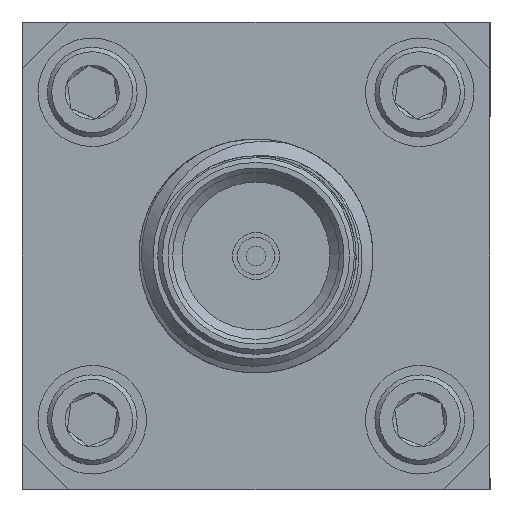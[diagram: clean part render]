
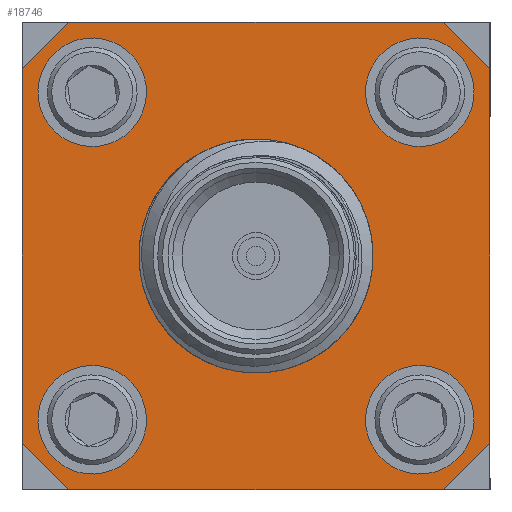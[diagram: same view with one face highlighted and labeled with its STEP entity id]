
A CAD part, left-side view. The second image highlights one B-rep face of the part: STEP entity #18746.
In plain terms, the highlighted planar face has unit normal (-1, 0, 0).
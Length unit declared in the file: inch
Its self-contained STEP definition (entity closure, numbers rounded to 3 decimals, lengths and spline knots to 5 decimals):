
#69 = EDGE_CURVE ( 'NONE', #18902, #18902, #17966, .T. ) ;
#395 = CARTESIAN_POINT ( 'NONE',  ( -0.87, -0.25, 0.2 ) ) ;
#629 = EDGE_CURVE ( 'NONE', #19814, #22537, #3455, .T. ) ;
#643 = VERTEX_POINT ( 'NONE', #24390 ) ;
#908 = EDGE_CURVE ( 'NONE', #643, #643, #10502, .T. ) ;
#1001 = LINE ( 'NONE', #26037, #2097 ) ;
#1041 = FACE_BOUND ( 'NONE', #24454, .T. ) ;
#1942 = EDGE_CURVE ( 'NONE', #17513, #20319, #14301, .T. ) ;
#1957 = DIRECTION ( 'NONE',  ( 0., 0., -1. ) ) ;
#2097 = VECTOR ( 'NONE', #15737, 39.37008 ) ;
#2124 = DIRECTION ( 'NONE',  ( 0., 0., 1. ) ) ;
#2481 = DIRECTION ( 'NONE',  ( 1., 0., 0. ) ) ;
#3397 = CARTESIAN_POINT ( 'NONE',  ( -0.87, 0., -0.115 ) ) ;
#3455 = LINE ( 'NONE', #15445, #25501 ) ;
#3744 = CARTESIAN_POINT ( 'NONE',  ( -0.87, 0.25, -0.2 ) ) ;
#3755 = DIRECTION ( 'NONE',  ( -1., 0., 0. ) ) ;
#3787 = PLANE ( 'NONE',  #11422 ) ;
#5274 = EDGE_CURVE ( 'NONE', #20319, #24266, #14977, .T. ) ;
#5827 = EDGE_CURVE ( 'NONE', #22537, #10949, #30200, .T. ) ;
#6801 = ORIENTED_EDGE ( 'NONE', *, *, #1942, .T. ) ;
#6996 = AXIS2_PLACEMENT_3D ( 'NONE', #12482, #30100, #15413 ) ;
#8284 = EDGE_LOOP ( 'NONE', ( #13280 ) ) ;
#8917 = ORIENTED_EDGE ( 'NONE', *, *, #24925, .T. ) ;
#9190 = EDGE_CURVE ( 'NONE', #26268, #26268, #33765, .T. ) ;
#9820 = VECTOR ( 'NONE', #23143, 39.37008 ) ;
#10076 = FACE_BOUND ( 'NONE', #29831, .T. ) ;
#10096 = VECTOR ( 'NONE', #22451, 39.37008 ) ;
#10169 = VECTOR ( 'NONE', #26916, 39.37008 ) ;
#10502 = CIRCLE ( 'NONE', #19881, 0.058 ) ;
#10761 = EDGE_CURVE ( 'NONE', #10949, #12824, #17432, .T. ) ;
#10949 = VERTEX_POINT ( 'NONE', #35358 ) ;
#11056 = EDGE_LOOP ( 'NONE', ( #15657, #31912, #33806, #33716, #14291, #6801, #13893, #22604 ) ) ;
#11194 = LINE ( 'NONE', #26275, #9820 ) ;
#11387 = CARTESIAN_POINT ( 'NONE',  ( -0.87, 0., 0. ) ) ;
#11422 = AXIS2_PLACEMENT_3D ( 'NONE', #19295, #27539, #13232 ) ;
#12482 = CARTESIAN_POINT ( 'NONE',  ( -0.87, -0.175, -0.175 ) ) ;
#12644 = FACE_BOUND ( 'NONE', #8284, .T. ) ;
#12812 = DIRECTION ( 'NONE',  ( 0., 0.383, -0.924 ) ) ;
#12824 = VERTEX_POINT ( 'NONE', #395 ) ;
#12848 = EDGE_LOOP ( 'NONE', ( #28968 ) ) ;
#13041 = FACE_BOUND ( 'NONE', #31867, .T. ) ;
#13118 = DIRECTION ( 'NONE',  ( 0., -0.707, 0.707 ) ) ;
#13232 = DIRECTION ( 'NONE',  ( 0., 1., 0. ) ) ;
#13280 = ORIENTED_EDGE ( 'NONE', *, *, #17811, .F. ) ;
#13682 = CARTESIAN_POINT ( 'NONE',  ( -0.87, 0.2, 0.25 ) ) ;
#13750 = ORIENTED_EDGE ( 'NONE', *, *, #69, .T. ) ;
#13868 = CARTESIAN_POINT ( 'NONE',  ( -0.87, 0.175, -0.175 ) ) ;
#13893 = ORIENTED_EDGE ( 'NONE', *, *, #5274, .T. ) ;
#13941 = CARTESIAN_POINT ( 'NONE',  ( -0.87, 0.19722, -0.12142 ) ) ;
#14291 = ORIENTED_EDGE ( 'NONE', *, *, #22206, .T. ) ;
#14301 = LINE ( 'NONE', #38200, #21188 ) ;
#14443 = DIRECTION ( 'NONE',  ( 0., 0.383, 0.924 ) ) ;
#14812 = EDGE_CURVE ( 'NONE', #24266, #19814, #11194, .T. ) ;
#14977 = LINE ( 'NONE', #24166, #10169 ) ;
#15092 = CARTESIAN_POINT ( 'NONE',  ( -0.87, -0.19722, -0.12142 ) ) ;
#15413 = DIRECTION ( 'NONE',  ( 0., -0.383, 0.924 ) ) ;
#15445 = CARTESIAN_POINT ( 'NONE',  ( -0.87, -0.25, -0.25 ) ) ;
#15495 = AXIS2_PLACEMENT_3D ( 'NONE', #11387, #26084, #1957 ) ;
#15657 = ORIENTED_EDGE ( 'NONE', *, *, #629, .T. ) ;
#15737 = DIRECTION ( 'NONE',  ( 0., 1., 0. ) ) ;
#17432 = LINE ( 'NONE', #29382, #20657 ) ;
#17513 = VERTEX_POINT ( 'NONE', #13682 ) ;
#17811 = EDGE_CURVE ( 'NONE', #19629, #19629, #31429, .T. ) ;
#17966 = CIRCLE ( 'NONE', #15495, 0.115 ) ;
#18354 = ORIENTED_EDGE ( 'NONE', *, *, #9190, .T. ) ;
#18529 = CARTESIAN_POINT ( 'NONE',  ( -0.87, -0.175, 0.175 ) ) ;
#18746 = ADVANCED_FACE ( 'NONE', ( #22220, #25355, #1041, #13041, #12644, #10076 ), #3787, .F. ) ;
#18902 = VERTEX_POINT ( 'NONE', #3397 ) ;
#19295 = CARTESIAN_POINT ( 'NONE',  ( -0.87, 0., 0. ) ) ;
#19629 = VERTEX_POINT ( 'NONE', #15092 ) ;
#19814 = VERTEX_POINT ( 'NONE', #27193 ) ;
#19881 = AXIS2_PLACEMENT_3D ( 'NONE', #21612, #3755, #12812 ) ;
#20319 = VERTEX_POINT ( 'NONE', #22576 ) ;
#20657 = VECTOR ( 'NONE', #2124, 39.37008 ) ;
#21188 = VECTOR ( 'NONE', #35072, 39.37008 ) ;
#21612 = CARTESIAN_POINT ( 'NONE',  ( -0.87, 0.175, 0.175 ) ) ;
#22206 = EDGE_CURVE ( 'NONE', #33067, #17513, #1001, .T. ) ;
#22220 = FACE_OUTER_BOUND ( 'NONE', #11056, .T. ) ;
#22451 = DIRECTION ( 'NONE',  ( 0., 0.707, 0.707 ) ) ;
#22537 = VERTEX_POINT ( 'NONE', #30530 ) ;
#22576 = CARTESIAN_POINT ( 'NONE',  ( -0.87, 0.25, 0.2 ) ) ;
#22604 = ORIENTED_EDGE ( 'NONE', *, *, #14812, .T. ) ;
#22735 = VECTOR ( 'NONE', #13118, 39.37008 ) ;
#23068 = CARTESIAN_POINT ( 'NONE',  ( -0.87, -0.2, 0.25 ) ) ;
#23143 = DIRECTION ( 'NONE',  ( 0., -0.707, -0.707 ) ) ;
#24166 = CARTESIAN_POINT ( 'NONE',  ( -0.87, 0.25, -0.25 ) ) ;
#24266 = VERTEX_POINT ( 'NONE', #3744 ) ;
#24390 = CARTESIAN_POINT ( 'NONE',  ( -0.87, 0.19722, 0.12142 ) ) ;
#24454 = EDGE_LOOP ( 'NONE', ( #13750 ) ) ;
#24925 = EDGE_CURVE ( 'NONE', #33120, #33120, #37963, .T. ) ;
#25355 = FACE_BOUND ( 'NONE', #12848, .T. ) ;
#25390 = LINE ( 'NONE', #37345, #10096 ) ;
#25501 = VECTOR ( 'NONE', #26993, 39.37008 ) ;
#26037 = CARTESIAN_POINT ( 'NONE',  ( -0.87, -0.25, 0.25 ) ) ;
#26084 = DIRECTION ( 'NONE',  ( 1., 0., 0. ) ) ;
#26268 = VERTEX_POINT ( 'NONE', #13941 ) ;
#26275 = CARTESIAN_POINT ( 'NONE',  ( -0.87, 0.2, -0.25 ) ) ;
#26407 = DIRECTION ( 'NONE',  ( 0., -0.383, -0.924 ) ) ;
#26916 = DIRECTION ( 'NONE',  ( 0., 0., -1. ) ) ;
#26993 = DIRECTION ( 'NONE',  ( 0., -1., 0. ) ) ;
#27193 = CARTESIAN_POINT ( 'NONE',  ( -0.87, 0.2, -0.25 ) ) ;
#27539 = DIRECTION ( 'NONE',  ( 1., 0., 0. ) ) ;
#28122 = AXIS2_PLACEMENT_3D ( 'NONE', #13868, #34825, #14443 ) ;
#28199 = CARTESIAN_POINT ( 'NONE',  ( -0.87, -0.25, -0.2 ) ) ;
#28968 = ORIENTED_EDGE ( 'NONE', *, *, #908, .F. ) ;
#29382 = CARTESIAN_POINT ( 'NONE',  ( -0.87, -0.25, -0.25 ) ) ;
#29831 = EDGE_LOOP ( 'NONE', ( #8917 ) ) ;
#30100 = DIRECTION ( 'NONE',  ( -1., 0., 0. ) ) ;
#30200 = LINE ( 'NONE', #28199, #22735 ) ;
#30530 = CARTESIAN_POINT ( 'NONE',  ( -0.87, -0.2, -0.25 ) ) ;
#31429 = CIRCLE ( 'NONE', #6996, 0.058 ) ;
#31867 = EDGE_LOOP ( 'NONE', ( #18354 ) ) ;
#31912 = ORIENTED_EDGE ( 'NONE', *, *, #5827, .T. ) ;
#33067 = VERTEX_POINT ( 'NONE', #23068 ) ;
#33120 = VERTEX_POINT ( 'NONE', #35470 ) ;
#33716 = ORIENTED_EDGE ( 'NONE', *, *, #34546, .T. ) ;
#33765 = CIRCLE ( 'NONE', #28122, 0.058 ) ;
#33806 = ORIENTED_EDGE ( 'NONE', *, *, #10761, .T. ) ;
#34546 = EDGE_CURVE ( 'NONE', #12824, #33067, #25390, .T. ) ;
#34825 = DIRECTION ( 'NONE',  ( 1., 0., 0. ) ) ;
#35072 = DIRECTION ( 'NONE',  ( 0., 0.707, -0.707 ) ) ;
#35358 = CARTESIAN_POINT ( 'NONE',  ( -0.87, -0.25, -0.2 ) ) ;
#35470 = CARTESIAN_POINT ( 'NONE',  ( -0.87, -0.19722, 0.12142 ) ) ;
#37345 = CARTESIAN_POINT ( 'NONE',  ( -0.87, -0.2, 0.25 ) ) ;
#37963 = CIRCLE ( 'NONE', #38559, 0.058 ) ;
#38200 = CARTESIAN_POINT ( 'NONE',  ( -0.87, 0.25, 0.2 ) ) ;
#38559 = AXIS2_PLACEMENT_3D ( 'NONE', #18529, #2481, #26407 ) ;
